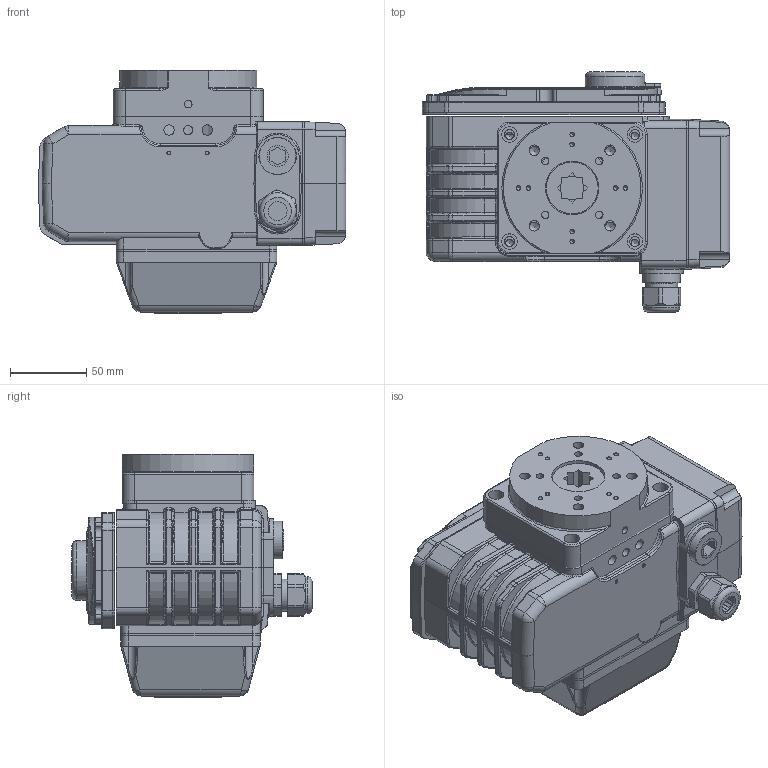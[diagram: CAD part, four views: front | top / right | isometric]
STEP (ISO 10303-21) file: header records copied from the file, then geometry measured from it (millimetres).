
FILE_DESCRIPTION(/* description */ ('Unknown'),/* implementation_level */ '2;1');
FILE_NAME(/* name */ 'AE100_103',/* time_stamp */ '2020-05-27T12:48:20+02:00',/* author */ ('Unknown'),/* organization */ ('Unknown'),/* preprocessor_version */ 'ST-DEVELOPER v16.7',/* originating_system */ 'Solid Edge',/* authorisation */ 'Unknown');
FILE_SCHEMA (('AUTOMOTIVE_DESIGN {1 0 10303 214 3 1 1}'));
Products named in the file (46): AE100_103; 癹弇羲壽; 萇蚾裔蝶菜; S倰眊极蜊婖2016-5-25; NQ10-034 梓僅啣; 盄坶1; 癹弇羲壽_0; 秶郘裔蝶菜2015蜊輛; S倰薊粣ん; 癹弇羲壽_1; NQ10-035 噩え; S型驱动盖20190829; NQ10-033 硌渀; 盄坶2; 癹弇羲壽_2; 萇蚾裔; S型电动执行机构直装平视20190830; S倰眊极蜊婖2016-5-25_0; 驱动盖组件; S型驱动盖20190829_0; 驱动盖胶垫; 萇蚾窒璃; 癹弇羲壽_3; 癹弇羲壽笢潔輸; NQ10-034 梓僅啣_0; NQ10-033 硌渀_0; 秶郘裔郪璃; S倰秶郘裔 蜊; 秶郘裔蝶菜2015蜊輛_0; 萇蚾裔窒璃; 萇蚾裔_0; 萇蚾裔蝶菜_0; NQ10-035 噩え_0; NQ10-037 忒雄紱釬諳裔; 盄坶; 盄坶1_0; 盄坶2_0; 盄黑; S倰薊粣ん_0; 假蚾啣 ...
Assembly tree (48 placements, depth 4):
  AE100_103
    癹弇羲壽
    萇蚾裔蝶菜
    S倰眊极蜊婖2016-5-25
    NQ10-034 梓僅啣
    盄坶1
    癹弇羲壽_0
    秶郘裔蝶菜2015蜊輛
    S倰薊粣ん
    癹弇羲壽_1
    NQ10-035 噩え
    S型驱动盖20190829
    NQ10-033 硌渀
    盄坶2
    癹弇羲壽_2
    萇蚾裔
    S型电动执行机构直装平视20190830
      S倰眊极蜊婖2016-5-25_0
      驱动盖组件
        S型驱动盖20190829_0
        驱动盖胶垫
      萇蚾窒璃
        癹弇羲壽_3  x4
        癹弇羲壽笢潔輸
      NQ10-034 梓僅啣_0
      NQ10-033 硌渀_0
      秶郘裔郪璃
        S倰秶郘裔 蜊
        秶郘裔蝶菜2015蜊輛_0
      萇蚾裔窒璃
        萇蚾裔_0
        萇蚾裔蝶菜_0
        NQ10-035 噩え_0
      NQ10-037 忒雄紱釬諳裔
      盄坶
        盄坶1_0
        盄坶2_0
      盄黑
      S倰薊粣ん_0
      假蚾啣
    假蚾啣_0
    癹弇羲壽笢潔輸_0
    NQ10-037 忒雄紱釬諳裔_0
    驱动盖胶垫_0
    S倰秶郘裔 蜊_0
    盄黑_0
Bounding box: 201 x 157 x 159 mm (x, y, z)
Volume: 1533263.3 mm3; surface area: 302958.2 mm2
Topology: 29 solids, 29 shells, 2386 faces, 6296 edges, 4019 vertices
Faces by surface type: plane 1146, cylinder 836, bspline 173, torus 145, cone 45, sphere 41
Full cylindrical faces by diameter (mm): 2.5 x7, 3 x8, 3.2 x12, 3.3 x15, 3.5 x1, 4.2 x7, 4.5 x8, 4.8 x14, 5 x13, 5.5 x6, 6 x2, 6.5 x4, 6.8 x10, 8 x1, 10 x4, 12.3 x1, 13.2 x1, 13.5 x1, 13.8 x1, 14 x1, 15 x1, 18.7 x1, 19 x2, 19.16 x1, 20 x1, 21 x3, 24 x1, 24.5 x1, 26 x1, 30 x1
Entity records: 72955 total; most frequent: CARTESIAN_POINT 21023, ORIENTED_EDGE 10542, DIRECTION 10459, EDGE_CURVE 5271, AXIS2_PLACEMENT_3D 3745, VERTEX_POINT 3493, LINE 2969, VECTOR 2969
